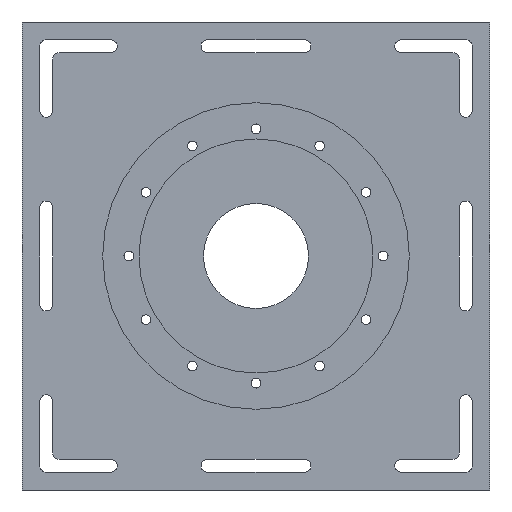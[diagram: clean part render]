
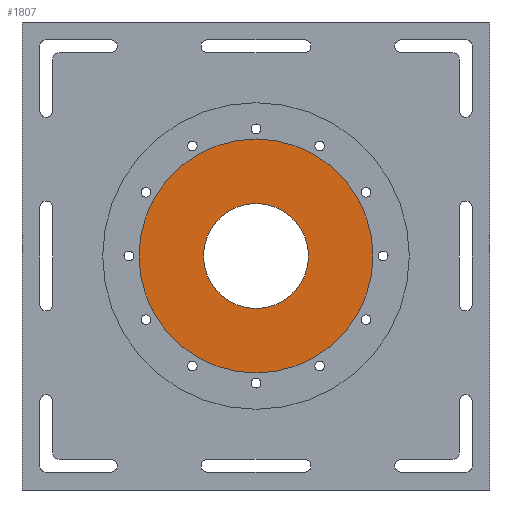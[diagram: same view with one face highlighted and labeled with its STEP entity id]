
A CAD part, front view. The second image highlights one B-rep face of the part: STEP entity #1807.
In plain terms, the highlighted planar face has unit normal (0, -1, 0).
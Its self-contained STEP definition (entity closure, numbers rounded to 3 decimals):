
#70=FACE_BOUND('',#360,.T.);
#114=PLANE('',#2018);
#209=FACE_OUTER_BOUND('',#359,.T.);
#359=EDGE_LOOP('',(#1660));
#360=EDGE_LOOP('',(#1661));
#708=CIRCLE('',#1921,32.5);
#741=CIRCLE('',#2007,72.5);
#858=VERTEX_POINT('',#2855);
#907=VERTEX_POINT('',#3059);
#1048=EDGE_CURVE('',#858,#858,#708,.T.);
#1150=EDGE_CURVE('',#907,#907,#741,.T.);
#1660=ORIENTED_EDGE('',*,*,#1150,.T.);
#1661=ORIENTED_EDGE('',*,*,#1048,.T.);
#1807=ADVANCED_FACE('',(#209,#70),#114,.T.);
#1921=AXIS2_PLACEMENT_3D('',#2856,#2299,#2300);
#2007=AXIS2_PLACEMENT_3D('',#3060,#2540,#2541);
#2018=AXIS2_PLACEMENT_3D('',#3088,#2572,#2573);
#2299=DIRECTION('center_axis',(0.,1.,0.));
#2300=DIRECTION('ref_axis',(1.,0.,0.));
#2540=DIRECTION('center_axis',(0.,-1.,0.));
#2541=DIRECTION('ref_axis',(1.,0.,0.));
#2572=DIRECTION('center_axis',(0.,-1.,0.));
#2573=DIRECTION('ref_axis',(0.,0.,-1.));
#2855=CARTESIAN_POINT('',(112.994,-1575.,144.506));
#2856=CARTESIAN_POINT('Origin',(145.494,-1575.,144.506));
#3059=CARTESIAN_POINT('',(72.994,-1575.,144.506));
#3060=CARTESIAN_POINT('Origin',(145.494,-1575.,144.506));
#3088=CARTESIAN_POINT('Origin',(145.494,-1575.,144.506));
